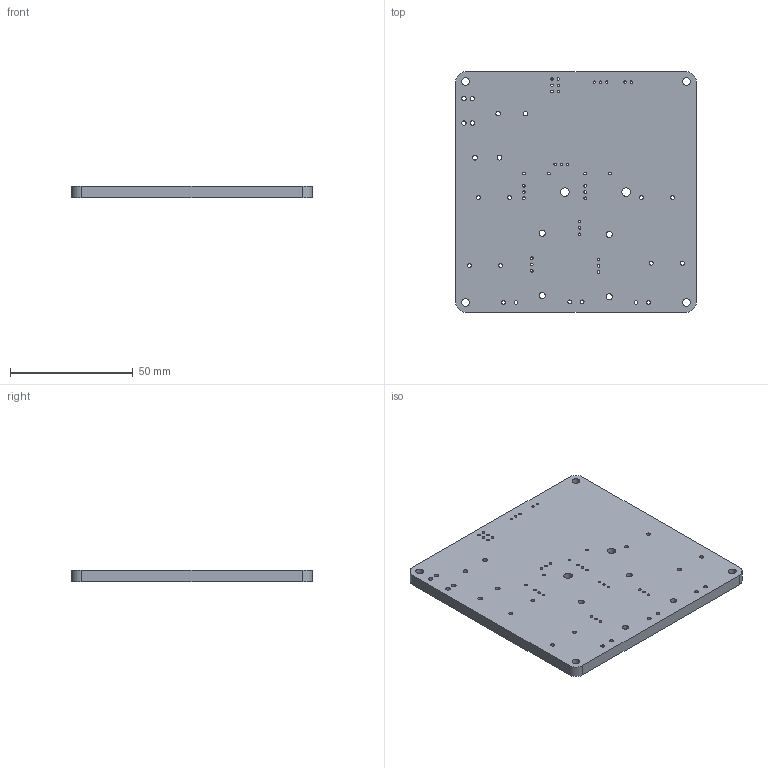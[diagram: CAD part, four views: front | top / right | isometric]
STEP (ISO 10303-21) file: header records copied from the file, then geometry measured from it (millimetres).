
FILE_DESCRIPTION(('KiCad electronic assembly'),'2;1');
FILE_NAME('ConstantCurrentBoard.step','2022-08-01T11:48:16',('Pcbnew'),( 'Kicad'),'Open CASCADE STEP processor 7.6','KiCad to STEP converter' ,'Unknown');
FILE_SCHEMA(('AUTOMOTIVE_DESIGN { 1 0 10303 214 1 1 1 1 }'));
Length unit declared in the file: millimetre
Products named in the file (2): ConstantCurrentBoard 1; iGEM PCB
Assembly tree (1 placements, depth 2):
  ConstantCurrentBoard 1
    iGEM PCB
Bounding box: 98 x 98 x 4.69 mm (x, y, z)
Volume: 44284.3 mm3; surface area: 22179 mm2
Topology: 1 solids, 1 shells, 75 faces, 219 edges, 146 vertices
Faces by surface type: cylinder 69, plane 6
Full cylindrical faces by diameter (mm): 0.95 x3, 1 x14, 1.1 x16, 1.52 x6, 1.6 x8, 1.78 x4, 1.854 x2, 2 x2, 2.5 x4, 3.2 x4, 3.5 x2
Entity records: 6139 total; most frequent: CARTESIAN_POINT 1708, DIRECTION 811, ORIENTED_EDGE 438, PCURVE 438, DEFINITIONAL_REPRESENTATION 438, LINE 381, VECTOR 381, EDGE_CURVE 219
